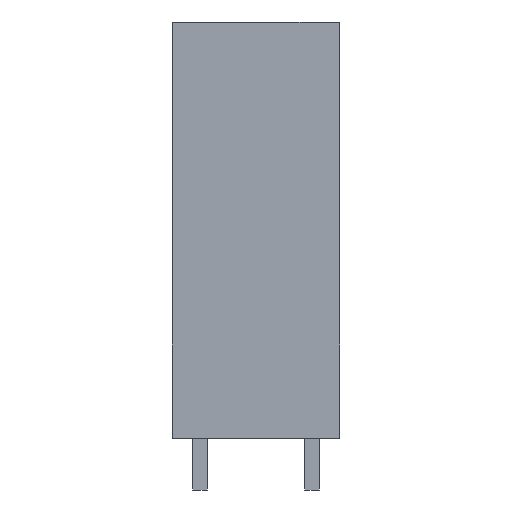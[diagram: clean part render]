
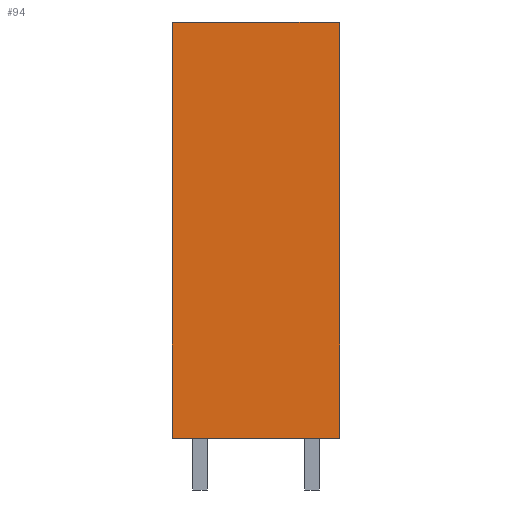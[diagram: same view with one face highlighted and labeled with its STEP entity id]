
A CAD part, left-side view. The second image highlights one B-rep face of the part: STEP entity #94.
In plain terms, the highlighted planar face has unit normal (-1, 0, 0).
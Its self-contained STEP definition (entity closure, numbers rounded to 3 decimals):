
#34=AXIS2_PLACEMENT_3D('Plane Axis2P3D',#31,#32,#33) ;
#31=CARTESIAN_POINT('Axis2P3D Location',(0.,-3.5,3.5)) ;
#37=CARTESIAN_POINT('Control Point',(0.,0.,31.)) ;
#38=CARTESIAN_POINT('Control Point',(0.,0.,16.)) ;
#39=CARTESIAN_POINT('Vertex',(0.,0.,16.)) ;
#41=CARTESIAN_POINT('Vertex',(0.,0.,31.)) ;
#45=CARTESIAN_POINT('Control Point',(0.,0.,31.8)) ;
#46=CARTESIAN_POINT('Control Point',(0.,0.,31.)) ;
#47=CARTESIAN_POINT('Vertex',(0.,0.,31.8)) ;
#51=CARTESIAN_POINT('Control Point',(0.,2.779,31.8)) ;
#52=CARTESIAN_POINT('Control Point',(0.,0.,31.8)) ;
#53=CARTESIAN_POINT('Vertex',(0.,2.779,31.8)) ;
#57=CARTESIAN_POINT('Control Point',(0.,11.4,31.8)) ;
#58=CARTESIAN_POINT('Control Point',(0.,2.779,31.8)) ;
#59=CARTESIAN_POINT('Vertex',(0.,11.4,31.8)) ;
#63=CARTESIAN_POINT('Control Point',(0.,11.4,16.)) ;
#64=CARTESIAN_POINT('Control Point',(0.,11.4,31.8)) ;
#65=CARTESIAN_POINT('Vertex',(0.,11.4,16.)) ;
#69=CARTESIAN_POINT('Control Point',(0.,11.4,3.5)) ;
#70=CARTESIAN_POINT('Control Point',(0.,11.4,16.)) ;
#71=CARTESIAN_POINT('Vertex',(0.,11.4,3.5)) ;
#75=CARTESIAN_POINT('Control Point',(0.,0.,3.5)) ;
#76=CARTESIAN_POINT('Control Point',(0.,11.4,3.5)) ;
#77=CARTESIAN_POINT('Vertex',(0.,0.,3.5)) ;
#81=CARTESIAN_POINT('Control Point',(0.,0.,16.)) ;
#82=CARTESIAN_POINT('Control Point',(0.,0.,3.5)) ;
#32=DIRECTION('Axis2P3D Direction',(-1.,0.,0.)) ;
#33=DIRECTION('Axis2P3D XDirection',(0.,0.,1.)) ;
#85=ORIENTED_EDGE('',*,*,#43,.T.) ;
#86=ORIENTED_EDGE('',*,*,#49,.T.) ;
#87=ORIENTED_EDGE('',*,*,#55,.T.) ;
#88=ORIENTED_EDGE('',*,*,#61,.T.) ;
#89=ORIENTED_EDGE('',*,*,#67,.T.) ;
#90=ORIENTED_EDGE('',*,*,#73,.T.) ;
#91=ORIENTED_EDGE('',*,*,#79,.T.) ;
#92=ORIENTED_EDGE('',*,*,#83,.T.) ;
#94=ADVANCED_FACE('HOUSING',(#93),#35,.T.) ;
#36=B_SPLINE_CURVE_WITH_KNOTS('',1,(#37,#38),.UNSPECIFIED.,.F.,.U.,(2,2),(0.,15.),.UNSPECIFIED.) ;
#44=B_SPLINE_CURVE_WITH_KNOTS('',1,(#45,#46),.UNSPECIFIED.,.F.,.U.,(2,2),(0.,0.8),.UNSPECIFIED.) ;
#50=B_SPLINE_CURVE_WITH_KNOTS('',1,(#51,#52),.UNSPECIFIED.,.F.,.U.,(2,2),(0.,2.779),.UNSPECIFIED.) ;
#56=B_SPLINE_CURVE_WITH_KNOTS('',1,(#57,#58),.UNSPECIFIED.,.F.,.U.,(2,2),(0.,8.621),.UNSPECIFIED.) ;
#62=B_SPLINE_CURVE_WITH_KNOTS('',1,(#63,#64),.UNSPECIFIED.,.F.,.U.,(2,2),(0.,15.8),.UNSPECIFIED.) ;
#68=B_SPLINE_CURVE_WITH_KNOTS('',1,(#69,#70),.UNSPECIFIED.,.F.,.U.,(2,2),(0.,12.5),.UNSPECIFIED.) ;
#74=B_SPLINE_CURVE_WITH_KNOTS('',1,(#75,#76),.UNSPECIFIED.,.F.,.U.,(2,2),(0.,11.4),.UNSPECIFIED.) ;
#80=B_SPLINE_CURVE_WITH_KNOTS('',1,(#81,#82),.UNSPECIFIED.,.F.,.U.,(2,2),(0.,12.5),.UNSPECIFIED.) ;
#43=EDGE_CURVE('',#40,#42,#36,.F.) ;
#49=EDGE_CURVE('',#42,#48,#44,.F.) ;
#55=EDGE_CURVE('',#48,#54,#50,.F.) ;
#61=EDGE_CURVE('',#54,#60,#56,.F.) ;
#67=EDGE_CURVE('',#60,#66,#62,.F.) ;
#73=EDGE_CURVE('',#66,#72,#68,.F.) ;
#79=EDGE_CURVE('',#72,#78,#74,.F.) ;
#83=EDGE_CURVE('',#78,#40,#80,.F.) ;
#84=EDGE_LOOP('',(#85,#86,#87,#88,#89,#90,#91,#92)) ;
#93=FACE_OUTER_BOUND('',#84,.T.) ;
#35=PLANE('',#34) ;
#40=VERTEX_POINT('',#39) ;
#42=VERTEX_POINT('',#41) ;
#48=VERTEX_POINT('',#47) ;
#54=VERTEX_POINT('',#53) ;
#60=VERTEX_POINT('',#59) ;
#66=VERTEX_POINT('',#65) ;
#72=VERTEX_POINT('',#71) ;
#78=VERTEX_POINT('',#77) ;
